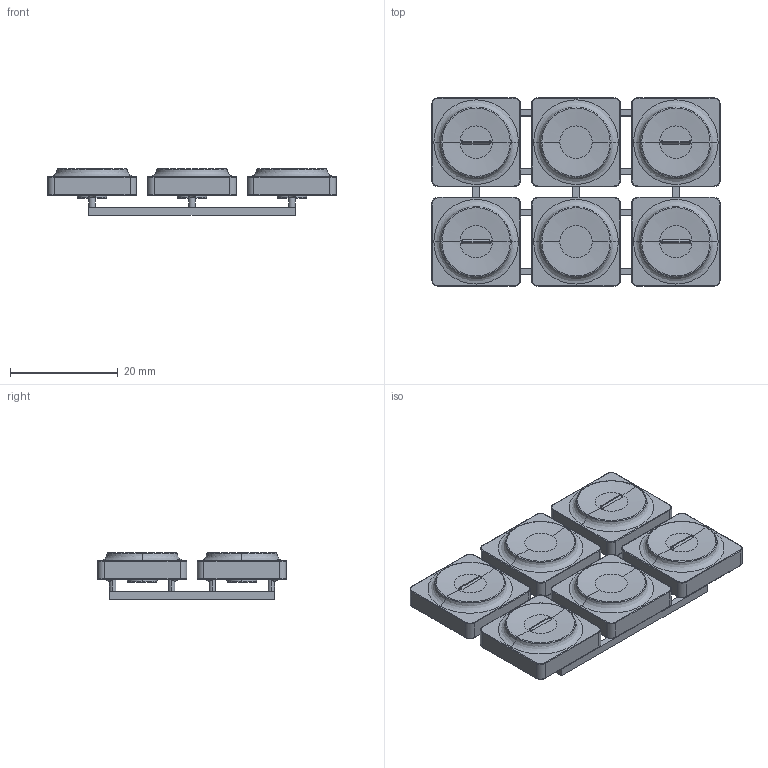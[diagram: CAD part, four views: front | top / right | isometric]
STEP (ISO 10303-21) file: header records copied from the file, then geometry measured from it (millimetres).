
FILE_DESCRIPTION(/* description */ (''),/* implementation_level */ '2;1');
FILE_NAME(/* name */ 'tmp2',/* time_stamp */ '2024-09-01T22:03:27+09:00',/* author */ (''),/* organization */ (''),/* preprocessor_version */ 'ST-DEVELOPER v19.2',/* originating_system */ 'Rhino 8.10',/* authorisation */ '');
FILE_SCHEMA (('CONFIG_CONTROL_DESIGN'));
Length unit declared in the file: millimetre
Products named in the file (3): Document; keycap_1u; keycap_1u_home
Bounding box: 53.6 x 35 x 8.72 mm (x, y, z)
Volume: 4677.1 mm3; surface area: 7373.4 mm2
Topology: 19 solids, 19 shells, 642 faces, 1388 edges, 812 vertices
Faces by surface type: cylinder 232, bspline 220, plane 190
Entity records: 23071 total; most frequent: CARTESIAN_POINT 14475, ORIENTED_EDGE 2000, DIRECTION 1049, EDGE_CURVE 1000, AXIS2_PLACEMENT_3D 683, VERTEX_POINT 588, EDGE_LOOP 496, B_SPLINE_CURVE_WITH_KNOTS 468
